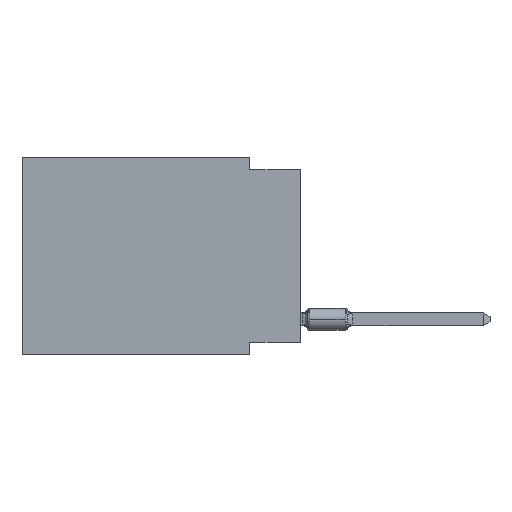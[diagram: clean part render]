
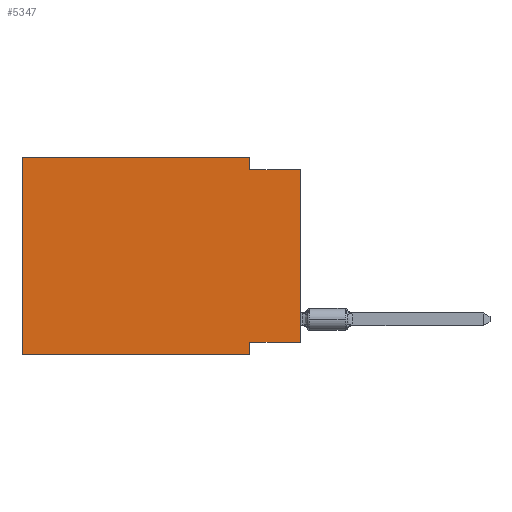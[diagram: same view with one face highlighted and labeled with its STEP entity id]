
A CAD part, left-side view. The second image highlights one B-rep face of the part: STEP entity #5347.
In plain terms, the highlighted planar face has unit normal (-1, 0, 0).
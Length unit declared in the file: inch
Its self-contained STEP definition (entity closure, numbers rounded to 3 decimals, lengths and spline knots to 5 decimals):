
#337 = LINE ( 'NONE', #5230, #8150 ) ;
#386 = ORIENTED_EDGE ( 'NONE', *, *, #11354, .F. ) ;
#550 = VERTEX_POINT ( 'NONE', #12616 ) ;
#674 = ORIENTED_EDGE ( 'NONE', *, *, #2039, .T. ) ;
#1461 = LINE ( 'NONE', #11482, #4854 ) ;
#1477 = CARTESIAN_POINT ( 'NONE',  ( 0., 0.1, -0.39 ) ) ;
#1723 = CARTESIAN_POINT ( 'NONE',  ( 0., 0., 0. ) ) ;
#1954 = VERTEX_POINT ( 'NONE', #1477 ) ;
#2039 = EDGE_CURVE ( 'NONE', #550, #1954, #12220, .T. ) ;
#2214 = DIRECTION ( 'NONE',  ( 0., -1., 0. ) ) ;
#2302 = VERTEX_POINT ( 'NONE', #11953 ) ;
#2658 = EDGE_CURVE ( 'NONE', #2302, #11935, #337, .T. ) ;
#2805 = VERTEX_POINT ( 'NONE', #7239 ) ;
#2924 = LINE ( 'NONE', #4997, #11928 ) ;
#3173 = DIRECTION ( 'NONE',  ( 0., 0., -1. ) ) ;
#3241 = ORIENTED_EDGE ( 'NONE', *, *, #4134, .T. ) ;
#3465 = DIRECTION ( 'NONE',  ( 0., 0., 1. ) ) ;
#3525 = LINE ( 'NONE', #4575, #9881 ) ;
#3743 = EDGE_CURVE ( 'NONE', #11935, #1954, #1461, .T. ) ;
#4134 = EDGE_CURVE ( 'NONE', #2302, #10584, #8704, .T. ) ;
#4149 = CARTESIAN_POINT ( 'NONE',  ( 0., 0.55, 0. ) ) ;
#4297 = EDGE_CURVE ( 'NONE', #2805, #10584, #2924, .T. ) ;
#4445 = VECTOR ( 'NONE', #3173, 39.37008 ) ;
#4575 = CARTESIAN_POINT ( 'NONE',  ( 0., 0.55, 0. ) ) ;
#4598 = DIRECTION ( 'NONE',  ( 0., 0., -1. ) ) ;
#4611 = ORIENTED_EDGE ( 'NONE', *, *, #12412, .F. ) ;
#4854 = VECTOR ( 'NONE', #4598, 39.37008 ) ;
#4997 = CARTESIAN_POINT ( 'NONE',  ( 0., 0., -0.025 ) ) ;
#5000 = DIRECTION ( 'NONE',  ( 0., 0., -1. ) ) ;
#5067 = CARTESIAN_POINT ( 'NONE',  ( 0., 0.55, 0. ) ) ;
#5143 = CARTESIAN_POINT ( 'NONE',  ( 0., 0.1, -0.365 ) ) ;
#5230 = CARTESIAN_POINT ( 'NONE',  ( 0., 0., -0.365 ) ) ;
#5347 = ADVANCED_FACE ( 'NONE', ( #7800 ), #12073, .F. ) ;
#5443 = CARTESIAN_POINT ( 'NONE',  ( 0., 0.1, 0. ) ) ;
#5467 = DIRECTION ( 'NONE',  ( 0., -1., 0. ) ) ;
#6148 = DIRECTION ( 'NONE',  ( 0., 1., 0. ) ) ;
#6172 = DIRECTION ( 'NONE',  ( 0., -1., 0. ) ) ;
#6186 = ORIENTED_EDGE ( 'NONE', *, *, #4297, .F. ) ;
#6359 = LINE ( 'NONE', #5443, #4445 ) ;
#7073 = DIRECTION ( 'NONE',  ( 1., 0., 0. ) ) ;
#7220 = ORIENTED_EDGE ( 'NONE', *, *, #10983, .F. ) ;
#7239 = CARTESIAN_POINT ( 'NONE',  ( 0., 0.1, -0.025 ) ) ;
#7245 = AXIS2_PLACEMENT_3D ( 'NONE', #5067, #7073, #5000 ) ;
#7800 = FACE_OUTER_BOUND ( 'NONE', #11969, .T. ) ;
#8150 = VECTOR ( 'NONE', #6148, 39.37008 ) ;
#8447 = ORIENTED_EDGE ( 'NONE', *, *, #3743, .F. ) ;
#8704 = LINE ( 'NONE', #1723, #10685 ) ;
#9004 = CARTESIAN_POINT ( 'NONE',  ( 0., 0., -0.025 ) ) ;
#9386 = VECTOR ( 'NONE', #5467, 39.37008 ) ;
#9436 = CARTESIAN_POINT ( 'NONE',  ( 0., 0.55, -0.39 ) ) ;
#9473 = ORIENTED_EDGE ( 'NONE', *, *, #2658, .F. ) ;
#9513 = VERTEX_POINT ( 'NONE', #12273 ) ;
#9860 = VERTEX_POINT ( 'NONE', #4149 ) ;
#9881 = VECTOR ( 'NONE', #3465, 39.37008 ) ;
#10124 = CARTESIAN_POINT ( 'NONE',  ( 0., 0.55, 0. ) ) ;
#10584 = VERTEX_POINT ( 'NONE', #9004 ) ;
#10685 = VECTOR ( 'NONE', #11761, 39.37008 ) ;
#10983 = EDGE_CURVE ( 'NONE', #9513, #2805, #6359, .T. ) ;
#11292 = VECTOR ( 'NONE', #2214, 39.37008 ) ;
#11354 = EDGE_CURVE ( 'NONE', #9860, #9513, #12052, .T. ) ;
#11482 = CARTESIAN_POINT ( 'NONE',  ( 0., 0.1, -0.39 ) ) ;
#11761 = DIRECTION ( 'NONE',  ( 0., 0., 1. ) ) ;
#11928 = VECTOR ( 'NONE', #6172, 39.37008 ) ;
#11935 = VERTEX_POINT ( 'NONE', #5143 ) ;
#11953 = CARTESIAN_POINT ( 'NONE',  ( 0., 0., -0.365 ) ) ;
#11969 = EDGE_LOOP ( 'NONE', ( #3241, #6186, #7220, #386, #4611, #674, #8447, #9473 ) ) ;
#12052 = LINE ( 'NONE', #10124, #11292 ) ;
#12073 = PLANE ( 'NONE',  #7245 ) ;
#12220 = LINE ( 'NONE', #9436, #9386 ) ;
#12273 = CARTESIAN_POINT ( 'NONE',  ( 0., 0.1, 0. ) ) ;
#12412 = EDGE_CURVE ( 'NONE', #550, #9860, #3525, .T. ) ;
#12616 = CARTESIAN_POINT ( 'NONE',  ( 0., 0.55, -0.39 ) ) ;
